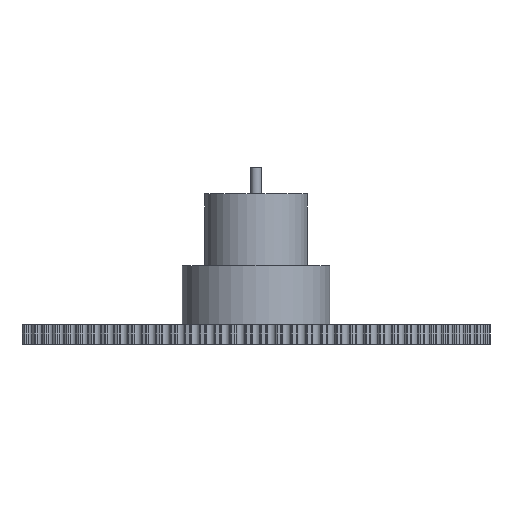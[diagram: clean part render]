
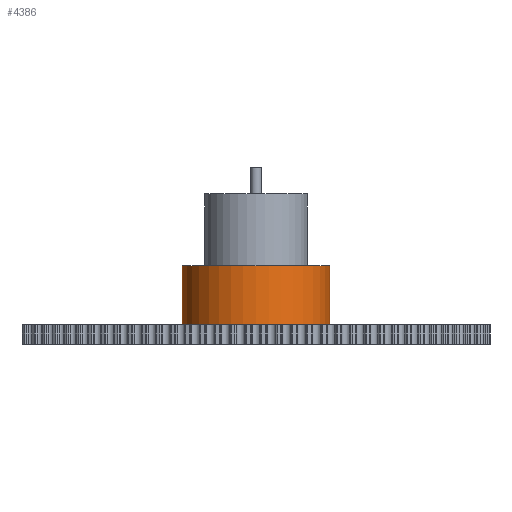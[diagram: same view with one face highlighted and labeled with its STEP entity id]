
A CAD part, front view. The second image highlights one B-rep face of the part: STEP entity #4386.
In plain terms, the highlighted cylindrical face has radius 14.332 mm (diameter 28.665 mm), a full revolution.
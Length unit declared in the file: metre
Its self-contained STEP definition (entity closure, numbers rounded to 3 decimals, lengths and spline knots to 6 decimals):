
#452=CIRCLE('',#5069,0.014332);
#457=CIRCLE('',#5079,0.014332);
#684=CYLINDRICAL_SURFACE('',#5078,0.014332);
#2036=ORIENTED_EDGE('',*,*,#2722,.F.);
#2037=ORIENTED_EDGE('',*,*,#2717,.T.);
#2717=EDGE_CURVE('',#3175,#3175,#452,.T.);
#2722=EDGE_CURVE('',#3180,#3180,#457,.T.);
#3175=VERTEX_POINT('',#8033);
#3180=VERTEX_POINT('',#8048);
#3886=EDGE_LOOP('',(#2036));
#3887=EDGE_LOOP('',(#2037));
#4138=FACE_BOUND('',#3886,.T.);
#4139=FACE_BOUND('',#3887,.T.);
#4386=ADVANCED_FACE('',(#4138,#4139),#684,.T.);
#5069=AXIS2_PLACEMENT_3D('',#8032,#6649,#6650);
#5078=AXIS2_PLACEMENT_3D('',#8046,#6667,#6668);
#5079=AXIS2_PLACEMENT_3D('',#8047,#6669,#6670);
#6649=DIRECTION('',(0.,0.,1.));
#6650=DIRECTION('',(1.,0.,0.));
#6667=DIRECTION('',(0.,0.,-1.));
#6668=DIRECTION('',(-1.,0.,0.));
#6669=DIRECTION('',(0.,0.,1.));
#6670=DIRECTION('',(1.,0.,0.));
#8032=CARTESIAN_POINT('',(0.,0.,0.009));
#8033=CARTESIAN_POINT('',(0.014332,0.,0.009));
#8046=CARTESIAN_POINT('',(0.,0.,0.02043));
#8047=CARTESIAN_POINT('',(0.,0.,0.02043));
#8048=CARTESIAN_POINT('',(0.014332,0.,0.02043));
